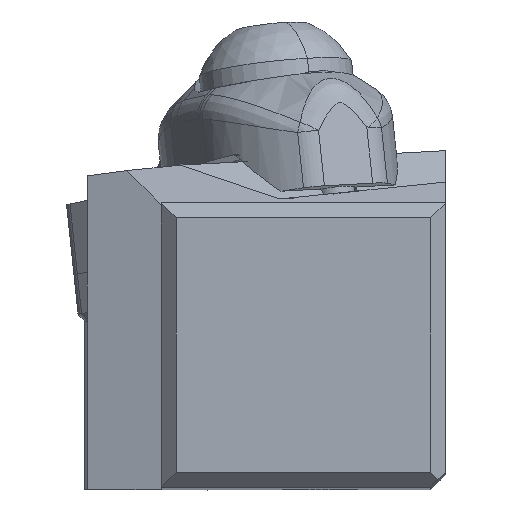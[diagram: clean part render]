
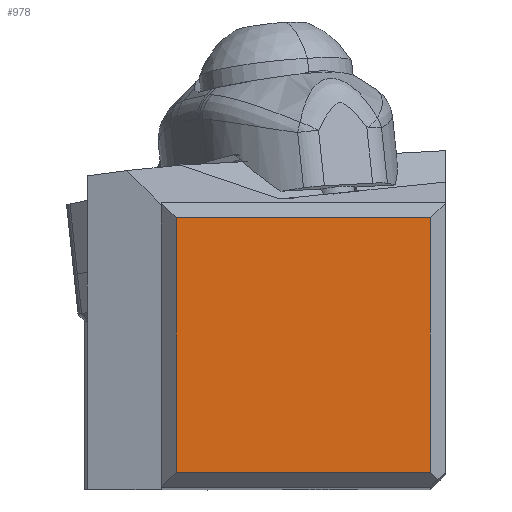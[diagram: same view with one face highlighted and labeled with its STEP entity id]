
A CAD part, top view. The second image highlights one B-rep face of the part: STEP entity #978.
In plain terms, the highlighted planar face has unit normal (0, 0, 1).
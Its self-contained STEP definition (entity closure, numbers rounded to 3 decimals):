
#708=FACE_OUTER_BOUND('',#1370,.T.);
#978=ADVANCED_FACE('',(#708),#1066,.T.);
#1066=PLANE('',#5588);
#1370=EDGE_LOOP('',(#2884,#2885,#2886,#2887));
#2884=ORIENTED_EDGE('',*,*,#4074,.T.);
#2885=ORIENTED_EDGE('',*,*,#4069,.T.);
#2886=ORIENTED_EDGE('',*,*,#4067,.F.);
#2887=ORIENTED_EDGE('',*,*,#4155,.T.);
#3340=VERTEX_POINT('',#12148);
#3341=VERTEX_POINT('',#12150);
#3342=VERTEX_POINT('',#12154);
#3345=VERTEX_POINT('',#12164);
#4067=EDGE_CURVE('',#3340,#3341,#4710,.T.);
#4069=EDGE_CURVE('',#3342,#3341,#4712,.T.);
#4074=EDGE_CURVE('',#3345,#3342,#4717,.T.);
#4155=EDGE_CURVE('',#3340,#3345,#4751,.T.);
#4710=LINE('',#12149,#4992);
#4712=LINE('',#12153,#4994);
#4717=LINE('',#12163,#4999);
#4751=LINE('',#12326,#5033);
#4992=VECTOR('',#6664,1.);
#4994=VECTOR('',#6668,1.);
#4999=VECTOR('',#6677,1.);
#5033=VECTOR('',#6869,1.);
#5588=AXIS2_PLACEMENT_3D('',#12328,#6872,#6873);
#6664=DIRECTION('',(1.,0.,0.));
#6668=DIRECTION('',(0.,1.,0.));
#6677=DIRECTION('',(1.,0.,0.));
#6869=DIRECTION('',(0.,-1.,0.));
#6872=DIRECTION('',(0.,0.,1.));
#6873=DIRECTION('',(-1.,0.,0.));
#12148=CARTESIAN_POINT('',(-18.05,18.05,0.));
#12149=CARTESIAN_POINT('',(-18.05,18.05,0.));
#12150=CARTESIAN_POINT('',(-1.,18.05,0.));
#12153=CARTESIAN_POINT('',(-1.,1.,0.));
#12154=CARTESIAN_POINT('',(-1.,1.,0.));
#12163=CARTESIAN_POINT('',(-18.05,1.,0.));
#12164=CARTESIAN_POINT('',(-18.05,1.,0.));
#12326=CARTESIAN_POINT('',(-18.05,18.05,0.));
#12328=CARTESIAN_POINT('',(-9.525,9.525,0.));
